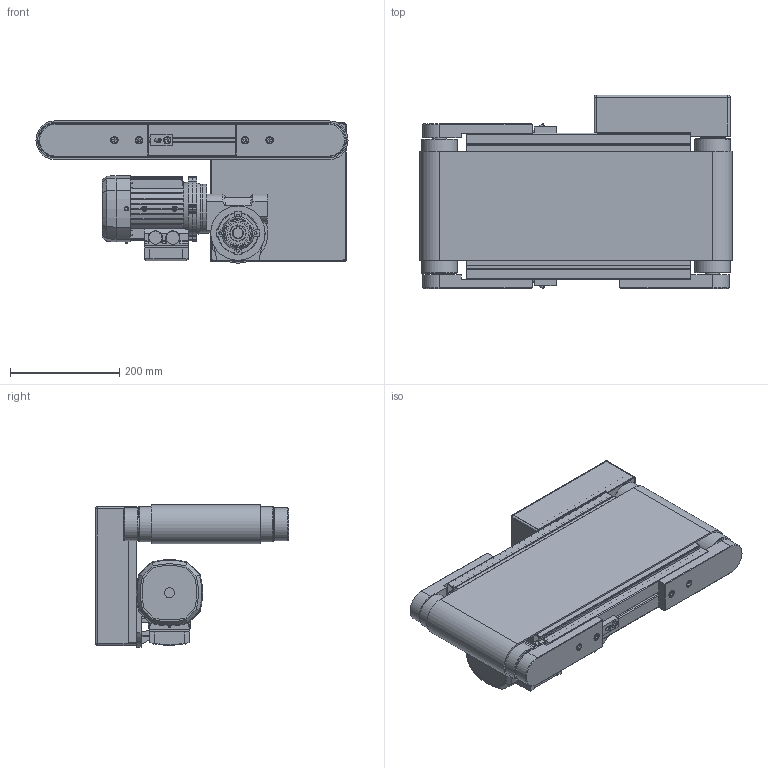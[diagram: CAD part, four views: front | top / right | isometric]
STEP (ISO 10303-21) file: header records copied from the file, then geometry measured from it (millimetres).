
FILE_DESCRIPTION(/* description */ ('Profil 45 x 60'),/* implementation_level */ '2;1');
FILE_NAME(/* name */ '916002.stp',/* time_stamp */ '2014-03-17T10:50:56+01:00',/* author */ ('AlutecKK'),/* organization */ (''),/* preprocessor_version */ 'ST-DEVELOPER v15.2',/* originating_system */ 'Autodesk Inventor 2014',/* authorisation */ '');
FILE_SCHEMA (('AUTOMOTIVE_DESIGN { 1 0 10303 214 3 1 1 }'));
Products named in the file (21): 916002_104560_001; 916002_104560_002; 200820-1; 210800; 916002_plech_001; 904511; 906001; 65-čep I; Trubka_d65_001; 906065; 65-čep III; 906067; 916002_906003L_001; DIN 625 SKF - SKF 6204-2Z; 916002_906003L-K; 916002_906003L; 916002_pas_001; VF44F2P63B14B3; BN63B14; MVF44F2P63B14; 916002
Bounding box: 571 x 353.9 x 260.5 mm (x, y, z)
Volume: 6183130 mm3; surface area: 2751003.4 mm2
Topology: 65 solids, 127 shells, 2250 faces, 5604 edges, 3610 vertices
Faces by surface type: plane 1083, cylinder 597, cone 229, torus 174, sphere 86, bspline 81
Full cylindrical faces by diameter (mm): 2.7 x4, 3.3 x1, 3.75 x10, 4.3 x1, 4.351 x8, 5 x4, 5.5 x4, 6.647 x10, 6.8 x2, 7.2 x4, 8 x12, 8.5 x10, 9 x4, 10 x3, 10.6 x1, 11 x1, 12 x1, 13 x10, 13.5 x8, 14 x1, 14.4 x2, 18 x2, 18.782 x2, 20 x9, 24 x5, 25 x5, 28 x1, 28.64 x2, 28.802 x9, 29.2 x3
Entity records: 53993 total; most frequent: CARTESIAN_POINT 15797, DIRECTION 7792, ORIENTED_EDGE 7704, EDGE_CURVE 3832, AXIS2_PLACEMENT_3D 3010, VERTEX_POINT 2585, EDGE_LOOP 2019, LINE 1772
